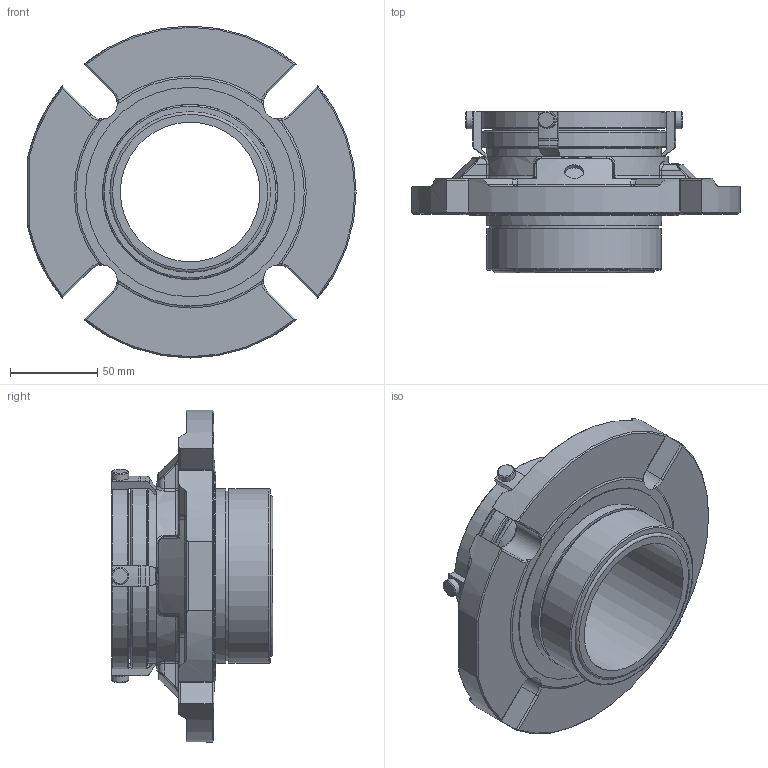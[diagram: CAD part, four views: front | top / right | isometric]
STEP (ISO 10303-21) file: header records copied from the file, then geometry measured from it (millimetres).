
FILE_DESCRIPTION(/* description */ ('Unknown'),/* implementation_level */ '2;1');
FILE_NAME(/* name */ '80mm',/* time_stamp */ '2023-02-06T16:35:26+00:00',/* author */ ('Unknown'),/* organization */ ('Unknown'),/* preprocessor_version */ 'ST-DEVELOPER v16.7',/* originating_system */ 'Solid Edge',/* authorisation */ 'Unknown');
FILE_SCHEMA (('AUTOMOTIVE_DESIGN {1 0 10303 214 3 1 1}'));
Length unit declared in the file: millimetre
Products named in the file (1): 80mm
Bounding box: 188.12 x 92.63 x 190.25 mm (x, y, z)
Volume: 659589.7 mm3; surface area: 112408 mm2
Topology: 1 solids, 1 shells, 569 faces, 1447 edges, 892 vertices
Faces by surface type: plane 175, cylinder 161, torus 93, bspline 80, sphere 39, cone 21
Full cylindrical faces by diameter (mm): 3.761 x1, 10 x4, 10.998 x2, 80.01 x1, 92.05 x1, 94.056 x1, 97.028 x1, 99.898 x1, 100 x1, 100.33 x1, 106.197 x1, 120.066 x1
Entity records: 19780 total; most frequent: CARTESIAN_POINT 7053, ORIENTED_EDGE 2766, DIRECTION 2471, EDGE_CURVE 1383, AXIS2_PLACEMENT_3D 1004, VERTEX_POINT 876, EDGE_LOOP 639, FACE_BOUND 639
